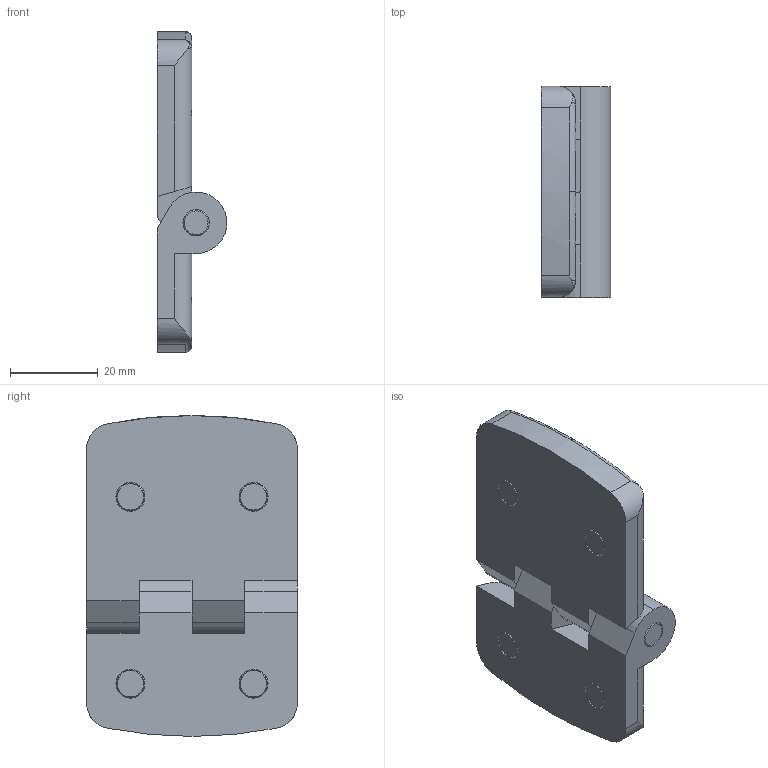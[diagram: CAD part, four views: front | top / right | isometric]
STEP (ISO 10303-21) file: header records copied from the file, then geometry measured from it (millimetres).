
FILE_DESCRIPTION (( 'STEP AP214' ), '1' );
FILE_NAME ('62287301', '2019-02-04T09:03:15', ( '' ), ('JUGARD+KÜNSTNER GmbH'), 'SwSTEP 2.0', 'SolidWorks 2017', '' );
FILE_SCHEMA (( 'AUTOMOTIVE_DESIGN' ));
Length unit declared in the file: millimetre
Products named in the file (1): 62287301_CNAJF00
Bounding box: 15.9 x 48 x 73 mm (x, y, z)
Volume: 28570.8 mm3; surface area: 10611.7 mm2
Topology: 1 solids, 1 shells, 148 faces, 373 edges, 233 vertices
Faces by surface type: plane 64, cylinder 51, cone 20, bspline 13
Entity records: 5375 total; most frequent: CARTESIAN_POINT 1237, ORIENTED_EDGE 746, DIRECTION 746, EDGE_CURVE 373, AXIS2_PLACEMENT_3D 262, VERTEX_POINT 233, LINE 222, VECTOR 222
